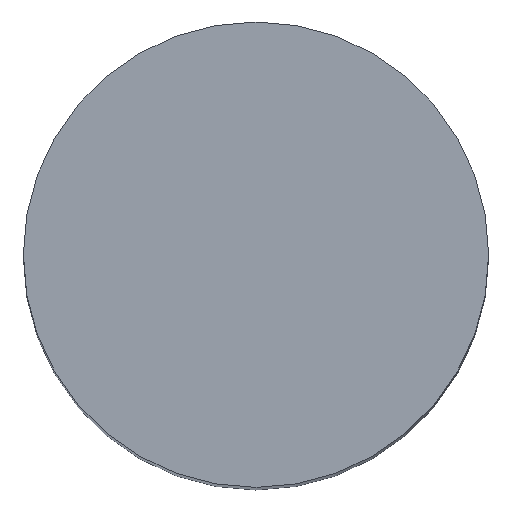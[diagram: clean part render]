
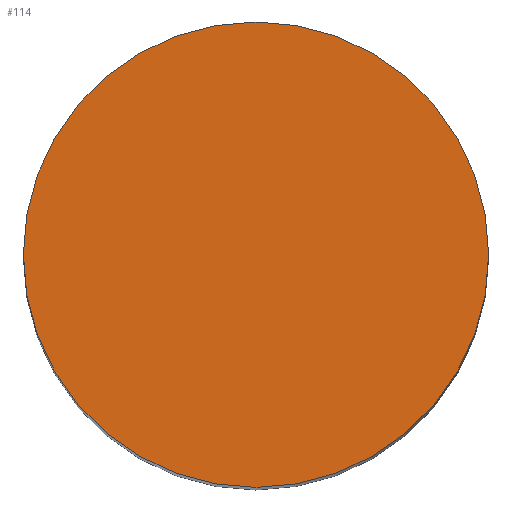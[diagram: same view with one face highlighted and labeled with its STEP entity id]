
A CAD part, top view. The second image highlights one B-rep face of the part: STEP entity #114.
In plain terms, the highlighted planar face has unit normal (0, 0, 1).
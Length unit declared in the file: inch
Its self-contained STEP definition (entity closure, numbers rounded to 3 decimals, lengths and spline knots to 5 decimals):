
#7 = EDGE_LOOP ( 'NONE', ( #35, #172 ) ) ;
#21 = VERTEX_POINT ( 'NONE', #90 ) ;
#27 = EDGE_CURVE ( 'NONE', #74, #21, #113, .T. ) ;
#28 = FACE_OUTER_BOUND ( 'NONE', #7, .T. ) ;
#29 = PLANE ( 'NONE',  #153 ) ;
#31 = EDGE_CURVE ( 'NONE', #21, #74, #109, .T. ) ;
#35 = ORIENTED_EDGE ( 'NONE', *, *, #27, .T. ) ;
#46 = CARTESIAN_POINT ( 'NONE',  ( 0., 0., -0.5 ) ) ;
#56 = AXIS2_PLACEMENT_3D ( 'NONE', #46, #96, #134 ) ;
#66 = DIRECTION ( 'NONE',  ( -1., 0., 0. ) ) ;
#69 = CARTESIAN_POINT ( 'NONE',  ( 0., 0., -0.5 ) ) ;
#74 = VERTEX_POINT ( 'NONE', #161 ) ;
#90 = CARTESIAN_POINT ( 'NONE',  ( -0.15625, 0., -0.5 ) ) ;
#96 = DIRECTION ( 'NONE',  ( 0., 0., 1. ) ) ;
#101 = CARTESIAN_POINT ( 'NONE',  ( 0., 0.15625, -0.5 ) ) ;
#109 = CIRCLE ( 'NONE', #147, 0.15625 ) ;
#113 = CIRCLE ( 'NONE', #56, 0.15625 ) ;
#114 = ADVANCED_FACE ( 'NONE', ( #28 ), #29, .F. ) ;
#116 = DIRECTION ( 'NONE',  ( 0., 0., 1. ) ) ;
#129 = DIRECTION ( 'NONE',  ( 0., 0., -1. ) ) ;
#134 = DIRECTION ( 'NONE',  ( 1., 0., 0. ) ) ;
#147 = AXIS2_PLACEMENT_3D ( 'NONE', #69, #116, #166 ) ;
#153 = AXIS2_PLACEMENT_3D ( 'NONE', #101, #129, #66 ) ;
#161 = CARTESIAN_POINT ( 'NONE',  ( 0.15625, 0., -0.5 ) ) ;
#166 = DIRECTION ( 'NONE',  ( 1., 0., 0. ) ) ;
#172 = ORIENTED_EDGE ( 'NONE', *, *, #31, .T. ) ;
